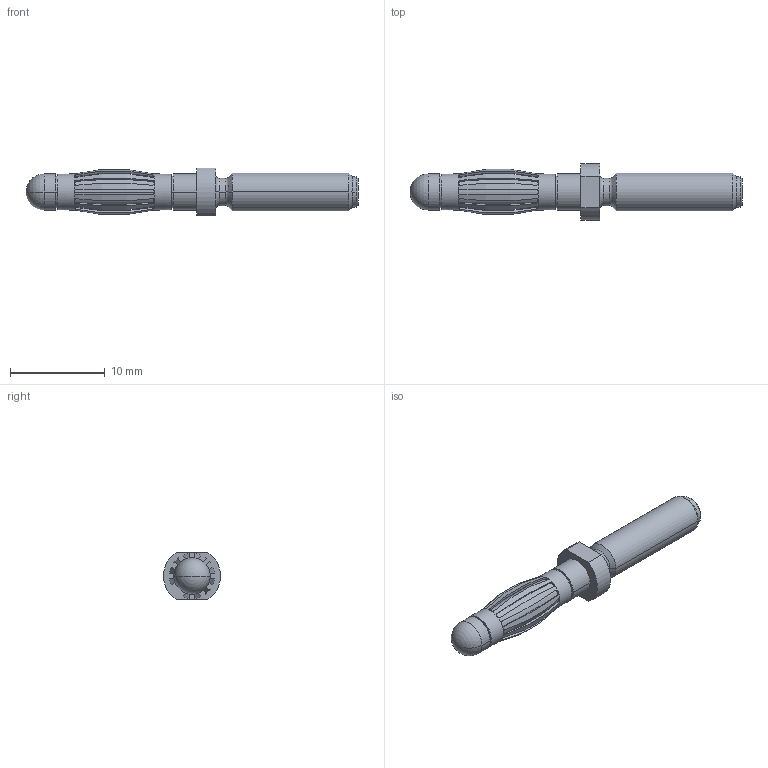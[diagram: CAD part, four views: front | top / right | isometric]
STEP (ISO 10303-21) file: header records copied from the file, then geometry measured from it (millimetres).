
FILE_DESCRIPTION((''),'2;1');
FILE_NAME('1211_FK_4_ASM','2017-10-27T',('arsa'),(''),'PRO/ENGINEER BY PARAMETRIC TECHNOLOGY CORPORATION, 2015110','PRO/ENGINEER BY PARAMETRIC TECHNOLOGY CORPORATION, 2015110','');
FILE_SCHEMA(('CONFIG_CONTROL_DESIGN'));
Length unit declared in the file: millimetre
Products named in the file (1): 1211_FK_4_ASM
Bounding box: 35 x 6 x 5 mm (x, y, z)
Surface area: 687.8 mm2 (no closed solid volume)
Topology: 0 solids, 2 shells, 155 faces, 400 edges, 231 vertices
Faces by surface type: cylinder 62, plane 55, bspline 26, cone 6, torus 4, sphere 2
Entity records: 7057 total; most frequent: CARTESIAN_POINT 2667, ORIENTED_EDGE 796, DIRECTION 638, EDGE_CURVE 398, AXIS2_PLACEMENT_3D 258, VERTEX_POINT 231, EDGE_LOOP 159, FACE_OUTER_BOUND 155
